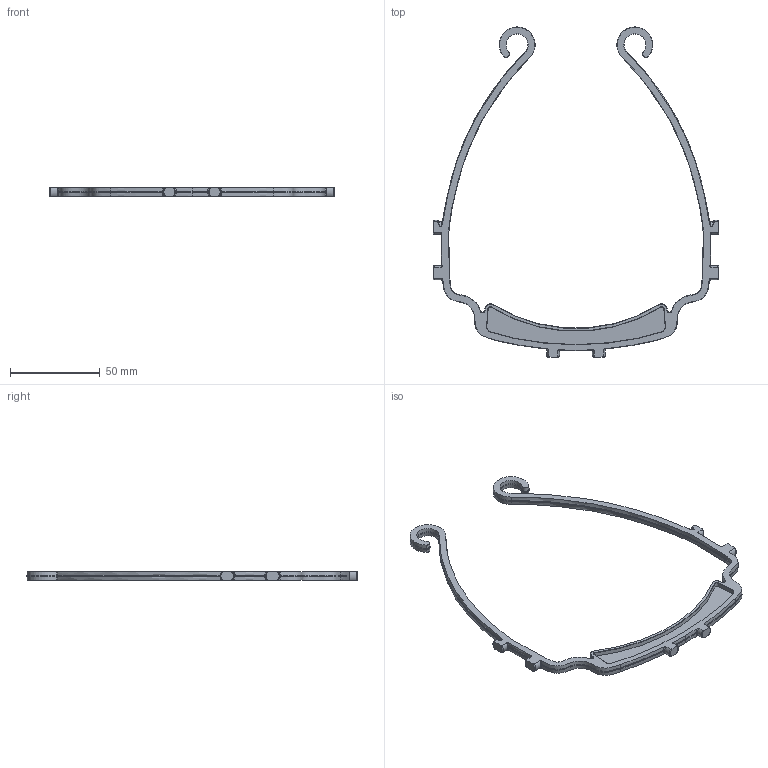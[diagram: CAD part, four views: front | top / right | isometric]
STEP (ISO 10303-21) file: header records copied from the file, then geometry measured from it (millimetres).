
FILE_DESCRIPTION(/* description */ (''),/* implementation_level */ '2;1');
FILE_NAME(/* name */ 'headband_IM.stp',/* time_stamp */ '2020-03-27T13:50:47-04:00',/* author */ ('Clevo'),/* organization */ (''),/* preprocessor_version */ 'ST-DEVELOPER v18',/* originating_system */ 'Autodesk Inventor 2020',/* authorisation */ '');
FILE_SCHEMA (('AUTOMOTIVE_DESIGN { 1 0 10303 214 3 1 1 }'));
Length unit declared in the file: millimetre
Products named in the file (1): headband_IM
Bounding box: 158.68 x 183.67 x 5 mm (x, y, z)
Volume: 14617.2 mm3; surface area: 12749.9 mm2
Topology: 1 solids, 1 shells, 218 faces, 591 edges, 376 vertices
Faces by surface type: bspline 130, cylinder 26, plane 23, cone 21, torus 18
Entity records: 12698 total; most frequent: CARTESIAN_POINT 8201, ORIENTED_EDGE 1182, EDGE_CURVE 591, DIRECTION 517, VERTEX_POINT 376, B_SPLINE_CURVE_WITH_KNOTS 351, EDGE_LOOP 219, FACE_OUTER_BOUND 218
